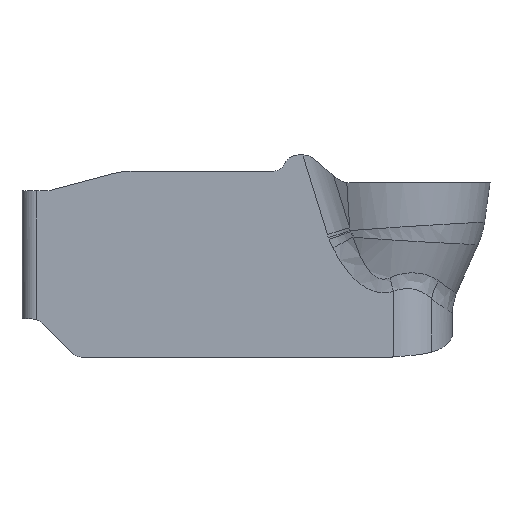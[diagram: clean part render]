
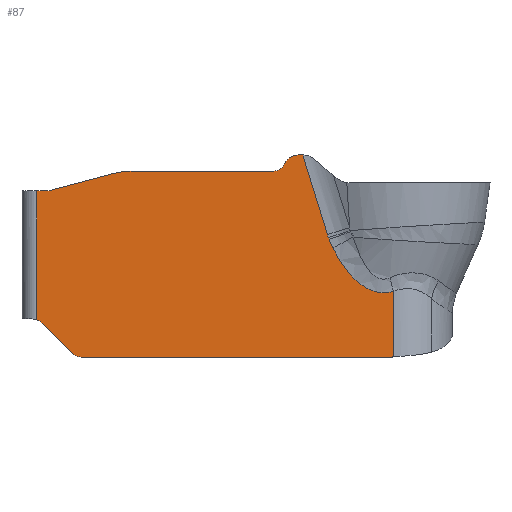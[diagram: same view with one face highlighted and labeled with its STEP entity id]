
A CAD part, left-side view. The second image highlights one B-rep face of the part: STEP entity #87.
In plain terms, the highlighted planar face has unit normal (-1, 0, 0).
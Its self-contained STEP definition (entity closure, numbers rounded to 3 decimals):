
#87=ADVANCED_FACE('',(#164),#147,.T.);
#147=PLANE('',#1093);
#164=FACE_OUTER_BOUND('',#224,.T.);
#224=EDGE_LOOP('',(#412,#413,#414,#415,#416,#417,#418,#419,#420,#421,#422,
#423,#424,#425,#426,#427,#428,#429,#430,#431,#432));
#284=LINE('',#1426,#343);
#285=LINE('',#1457,#344);
#286=LINE('',#1459,#345);
#287=LINE('',#1463,#346);
#288=LINE('',#1467,#347);
#289=LINE('',#1471,#348);
#290=LINE('',#1475,#349);
#291=LINE('',#1477,#350);
#292=LINE('',#1481,#351);
#293=LINE('',#1485,#352);
#343=VECTOR('',#1167,1.);
#344=VECTOR('',#1168,1.);
#345=VECTOR('',#1169,1.);
#346=VECTOR('',#1172,1.);
#347=VECTOR('',#1175,1.);
#348=VECTOR('',#1178,1.);
#349=VECTOR('',#1181,1.);
#350=VECTOR('',#1182,1.);
#351=VECTOR('',#1185,1.);
#352=VECTOR('',#1188,1.);
#412=ORIENTED_EDGE('',*,*,#810,.F.);
#413=ORIENTED_EDGE('',*,*,#811,.T.);
#414=ORIENTED_EDGE('',*,*,#812,.T.);
#415=ORIENTED_EDGE('',*,*,#813,.T.);
#416=ORIENTED_EDGE('',*,*,#814,.T.);
#417=ORIENTED_EDGE('',*,*,#815,.T.);
#418=ORIENTED_EDGE('',*,*,#816,.T.);
#419=ORIENTED_EDGE('',*,*,#817,.F.);
#420=ORIENTED_EDGE('',*,*,#818,.F.);
#421=ORIENTED_EDGE('',*,*,#819,.F.);
#422=ORIENTED_EDGE('',*,*,#820,.F.);
#423=ORIENTED_EDGE('',*,*,#821,.F.);
#424=ORIENTED_EDGE('',*,*,#822,.F.);
#425=ORIENTED_EDGE('',*,*,#823,.F.);
#426=ORIENTED_EDGE('',*,*,#824,.F.);
#427=ORIENTED_EDGE('',*,*,#825,.F.);
#428=ORIENTED_EDGE('',*,*,#826,.T.);
#429=ORIENTED_EDGE('',*,*,#827,.F.);
#430=ORIENTED_EDGE('',*,*,#828,.F.);
#431=ORIENTED_EDGE('',*,*,#829,.F.);
#432=ORIENTED_EDGE('',*,*,#830,.F.);
#716=VERTEX_POINT('',#1424);
#717=VERTEX_POINT('',#1425);
#718=VERTEX_POINT('',#1427);
#719=VERTEX_POINT('',#1441);
#720=VERTEX_POINT('',#1446);
#721=VERTEX_POINT('',#1451);
#722=VERTEX_POINT('',#1456);
#723=VERTEX_POINT('',#1458);
#724=VERTEX_POINT('',#1460);
#725=VERTEX_POINT('',#1462);
#726=VERTEX_POINT('',#1464);
#727=VERTEX_POINT('',#1466);
#728=VERTEX_POINT('',#1468);
#729=VERTEX_POINT('',#1470);
#730=VERTEX_POINT('',#1472);
#731=VERTEX_POINT('',#1474);
#732=VERTEX_POINT('',#1476);
#733=VERTEX_POINT('',#1478);
#734=VERTEX_POINT('',#1480);
#735=VERTEX_POINT('',#1482);
#736=VERTEX_POINT('',#1484);
#810=EDGE_CURVE('',#716,#717,#962,.T.);
#811=EDGE_CURVE('',#716,#718,#284,.T.);
#812=EDGE_CURVE('',#718,#719,#1004,.T.);
#813=EDGE_CURVE('',#719,#720,#1005,.T.);
#814=EDGE_CURVE('',#720,#721,#1006,.T.);
#815=EDGE_CURVE('',#721,#722,#1007,.T.);
#816=EDGE_CURVE('',#722,#723,#285,.T.);
#817=EDGE_CURVE('',#724,#723,#286,.T.);
#818=EDGE_CURVE('',#725,#724,#963,.T.);
#819=EDGE_CURVE('',#726,#725,#287,.T.);
#820=EDGE_CURVE('',#727,#726,#964,.T.);
#821=EDGE_CURVE('',#728,#727,#288,.T.);
#822=EDGE_CURVE('',#729,#728,#965,.T.);
#823=EDGE_CURVE('',#730,#729,#289,.T.);
#824=EDGE_CURVE('',#731,#730,#966,.T.);
#825=EDGE_CURVE('',#732,#731,#290,.T.);
#826=EDGE_CURVE('',#732,#733,#291,.T.);
#827=EDGE_CURVE('',#734,#733,#967,.T.);
#828=EDGE_CURVE('',#735,#734,#292,.T.);
#829=EDGE_CURVE('',#736,#735,#968,.T.);
#830=EDGE_CURVE('',#717,#736,#293,.T.);
#962=CIRCLE('',#1086,0.4);
#963=CIRCLE('',#1087,0.3);
#964=CIRCLE('',#1088,0.25);
#965=CIRCLE('',#1089,1.723);
#966=CIRCLE('',#1090,0.277);
#967=CIRCLE('',#1091,0.3);
#968=CIRCLE('',#1092,0.25);
#1004=B_SPLINE_CURVE_WITH_KNOTS('',3,(#1428,#1429,#1430,#1431,#1432,#1433,
#1434,#1435,#1436,#1437,#1438,#1439,#1440),.UNSPECIFIED.,.F.,.F.,(4,3,3,
3,4),(0.,0.166,0.332,0.547,1.),
 .UNSPECIFIED.);
#1005=B_SPLINE_CURVE_WITH_KNOTS('',3,(#1442,#1443,#1444,#1445),
 .UNSPECIFIED.,.F.,.F.,(4,4),(0.,1.),.UNSPECIFIED.);
#1006=B_SPLINE_CURVE_WITH_KNOTS('',3,(#1447,#1448,#1449,#1450),
 .UNSPECIFIED.,.F.,.F.,(4,4),(0.,1.),.UNSPECIFIED.);
#1007=B_SPLINE_CURVE_WITH_KNOTS('',3,(#1452,#1453,#1454,#1455),
 .UNSPECIFIED.,.F.,.F.,(4,4),(0.,1.),.UNSPECIFIED.);
#1086=AXIS2_PLACEMENT_3D('',#1423,#1165,#1166);
#1087=AXIS2_PLACEMENT_3D('',#1461,#1170,#1171);
#1088=AXIS2_PLACEMENT_3D('',#1465,#1173,#1174);
#1089=AXIS2_PLACEMENT_3D('',#1469,#1176,#1177);
#1090=AXIS2_PLACEMENT_3D('',#1473,#1179,#1180);
#1091=AXIS2_PLACEMENT_3D('',#1479,#1183,#1184);
#1092=AXIS2_PLACEMENT_3D('',#1483,#1186,#1187);
#1093=AXIS2_PLACEMENT_3D('',#1486,#1189,#1190);
#1165=DIRECTION('',(1.,0.,0.));
#1166=DIRECTION('',(0.,0.,1.));
#1167=DIRECTION('',(0.,0.,1.));
#1168=DIRECTION('',(0.,0.296,0.955));
#1169=DIRECTION('',(0.,-1.,0.));
#1170=DIRECTION('',(1.,0.,0.));
#1171=DIRECTION('',(0.,0.,1.));
#1172=DIRECTION('',(0.,-0.423,0.906));
#1173=DIRECTION('',(-1.,0.,0.));
#1174=DIRECTION('',(0.,0.,1.));
#1175=DIRECTION('',(0.,-1.,0.));
#1176=DIRECTION('',(1.,0.,0.));
#1177=DIRECTION('',(0.,0.,1.));
#1178=DIRECTION('',(0.,-0.966,0.259));
#1179=DIRECTION('',(-1.,0.,0.));
#1180=DIRECTION('',(0.,0.,1.));
#1181=DIRECTION('',(0.,-1.,0.));
#1182=DIRECTION('',(0.,0.,-1.));
#1183=DIRECTION('',(-1.,0.,0.));
#1184=DIRECTION('',(0.,0.,1.));
#1185=DIRECTION('',(0.,0.707,0.707));
#1186=DIRECTION('',(1.,0.,0.));
#1187=DIRECTION('',(0.,0.,1.));
#1188=DIRECTION('',(0.,1.,0.));
#1189=DIRECTION('',(-1.,0.,0.));
#1190=DIRECTION('',(0.,0.,1.));
#1423=CARTESIAN_POINT('',(-1.55,-2.768,-3.137));
#1424=CARTESIAN_POINT('',(-1.55,-2.786,-3.536));
#1425=CARTESIAN_POINT('',(-1.55,-2.768,-3.537));
#1426=CARTESIAN_POINT('',(-1.55,-2.786,-9.737));
#1427=CARTESIAN_POINT('',(-1.55,-2.786,-2.211));
#1428=CARTESIAN_POINT('',(-1.55,-2.786,-2.211));
#1429=CARTESIAN_POINT('',(-1.55,-2.698,-2.231));
#1430=CARTESIAN_POINT('',(-1.55,-2.605,-2.238));
#1431=CARTESIAN_POINT('',(-1.55,-2.515,-2.226));
#1432=CARTESIAN_POINT('',(-1.55,-2.425,-2.215));
#1433=CARTESIAN_POINT('',(-1.55,-2.336,-2.186));
#1434=CARTESIAN_POINT('',(-1.55,-2.256,-2.143));
#1435=CARTESIAN_POINT('',(-1.55,-2.152,-2.089));
#1436=CARTESIAN_POINT('',(-1.55,-2.059,-2.014));
#1437=CARTESIAN_POINT('',(-1.55,-1.978,-1.93));
#1438=CARTESIAN_POINT('',(-1.55,-1.805,-1.754));
#1439=CARTESIAN_POINT('',(-1.55,-1.673,-1.54));
#1440=CARTESIAN_POINT('',(-1.55,-1.557,-1.323));
#1441=CARTESIAN_POINT('',(-1.55,-1.557,-1.323));
#1442=CARTESIAN_POINT('',(-1.55,-1.557,-1.323));
#1443=CARTESIAN_POINT('',(-1.55,-1.528,-1.267));
#1444=CARTESIAN_POINT('',(-1.55,-1.502,-1.208));
#1445=CARTESIAN_POINT('',(-1.55,-1.481,-1.149));
#1446=CARTESIAN_POINT('',(-1.55,-1.481,-1.149));
#1447=CARTESIAN_POINT('',(-1.55,-1.481,-1.149));
#1448=CARTESIAN_POINT('',(-1.55,-1.477,-1.136));
#1449=CARTESIAN_POINT('',(-1.55,-1.473,-1.123));
#1450=CARTESIAN_POINT('',(-1.55,-1.468,-1.109));
#1451=CARTESIAN_POINT('',(-1.55,-1.468,-1.109));
#1452=CARTESIAN_POINT('',(-1.55,-1.468,-1.109));
#1453=CARTESIAN_POINT('',(-1.55,-1.463,-1.09));
#1454=CARTESIAN_POINT('',(-1.55,-1.457,-1.071));
#1455=CARTESIAN_POINT('',(-1.55,-1.451,-1.052));
#1456=CARTESIAN_POINT('',(-1.55,-1.451,-1.052));
#1457=CARTESIAN_POINT('',(-1.55,-3.362,-7.226));
#1458=CARTESIAN_POINT('',(-1.55,-0.951,0.563));
#1459=CARTESIAN_POINT('',(-1.55,4.75,0.563));
#1460=CARTESIAN_POINT('',(-1.55,-0.854,0.563));
#1461=CARTESIAN_POINT('',(-1.55,-0.854,0.263));
#1462=CARTESIAN_POINT('',(-1.55,-0.582,0.39));
#1463=CARTESIAN_POINT('',(-1.55,4.249,-9.97));
#1464=CARTESIAN_POINT('',(-1.55,-0.578,0.381));
#1465=CARTESIAN_POINT('',(-1.55,-0.351,0.487));
#1466=CARTESIAN_POINT('',(-1.55,-0.351,0.237));
#1467=CARTESIAN_POINT('',(-1.55,4.75,0.237));
#1468=CARTESIAN_POINT('',(-1.55,2.494,0.237));
#1469=CARTESIAN_POINT('',(-1.55,2.494,-1.486));
#1470=CARTESIAN_POINT('',(-1.55,2.94,0.178));
#1471=CARTESIAN_POINT('',(-1.55,7.107,-0.939));
#1472=CARTESIAN_POINT('',(-1.55,4.178,-0.154));
#1473=CARTESIAN_POINT('',(-1.55,4.25,0.114));
#1474=CARTESIAN_POINT('',(-1.55,4.25,-0.163));
#1475=CARTESIAN_POINT('',(-1.55,4.75,-0.163));
#1476=CARTESIAN_POINT('',(-1.55,4.45,-0.163));
#1477=CARTESIAN_POINT('',(-1.55,4.45,-9.737));
#1478=CARTESIAN_POINT('',(-1.55,4.45,-2.781));
#1479=CARTESIAN_POINT('',(-1.55,4.55,-3.064));
#1480=CARTESIAN_POINT('',(-1.55,4.338,-2.851));
#1481=CARTESIAN_POINT('',(-1.55,1.101,-6.088));
#1482=CARTESIAN_POINT('',(-1.55,3.726,-3.463));
#1483=CARTESIAN_POINT('',(-1.55,3.549,-3.287));
#1484=CARTESIAN_POINT('',(-1.55,3.549,-3.537));
#1485=CARTESIAN_POINT('',(-1.55,4.75,-3.537));
#1486=CARTESIAN_POINT('',(-1.55,4.75,-9.737));
